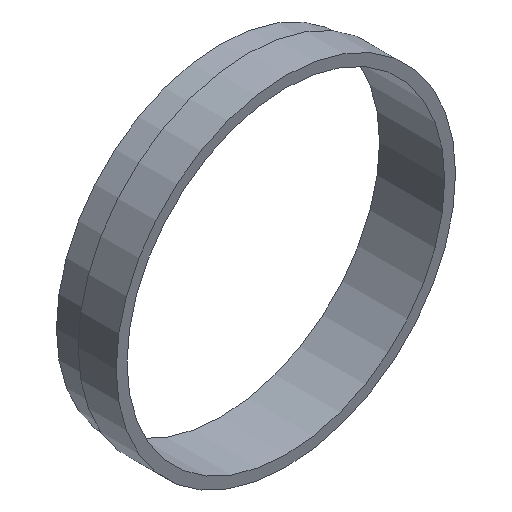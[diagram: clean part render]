
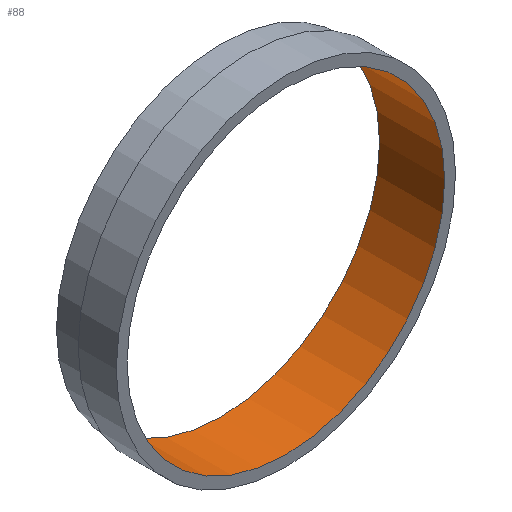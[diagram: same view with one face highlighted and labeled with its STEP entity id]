
A CAD part, isometric view. The second image highlights one B-rep face of the part: STEP entity #88.
In plain terms, the highlighted cylindrical face has radius 58.5 mm (diameter 117 mm), a full revolution.
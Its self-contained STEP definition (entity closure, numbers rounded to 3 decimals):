
#16=LINE('',#164,#19);
#19=VECTOR('',#141,58.5);
#22=CYLINDRICAL_SURFACE('',#114,58.5);
#31=FACE_OUTER_BOUND('',#40,.T.);
#40=EDGE_LOOP('',(#73,#74,#75,#76));
#43=CIRCLE('',#106,58.5);
#45=CIRCLE('',#109,58.5);
#49=VERTEX_POINT('',#149);
#51=VERTEX_POINT('',#154);
#55=EDGE_CURVE('',#49,#49,#43,.T.);
#57=EDGE_CURVE('',#51,#51,#45,.T.);
#61=EDGE_CURVE('',#51,#49,#16,.T.);
#73=ORIENTED_EDGE('',*,*,#57,.T.);
#74=ORIENTED_EDGE('',*,*,#61,.T.);
#75=ORIENTED_EDGE('',*,*,#55,.F.);
#76=ORIENTED_EDGE('',*,*,#61,.F.);
#88=ADVANCED_FACE('',(#31),#22,.F.);
#106=AXIS2_PLACEMENT_3D('',#150,#122,#123);
#109=AXIS2_PLACEMENT_3D('',#155,#128,#129);
#114=AXIS2_PLACEMENT_3D('',#163,#139,#140);
#122=DIRECTION('center_axis',(0.,1.,0.));
#123=DIRECTION('ref_axis',(1.,0.,0.));
#128=DIRECTION('center_axis',(0.,1.,0.));
#129=DIRECTION('ref_axis',(1.,0.,0.));
#139=DIRECTION('center_axis',(0.,1.,0.));
#140=DIRECTION('ref_axis',(1.,0.,0.));
#141=DIRECTION('',(0.,-1.,0.));
#149=CARTESIAN_POINT('',(-58.5,-4.,0.));
#150=CARTESIAN_POINT('Origin',(0.,-4.,0.));
#154=CARTESIAN_POINT('',(-58.5,20.,0.));
#155=CARTESIAN_POINT('Origin',(0.,20.,0.));
#163=CARTESIAN_POINT('Origin',(0.,0.,0.));
#164=CARTESIAN_POINT('',(-58.5,0.,0.));
